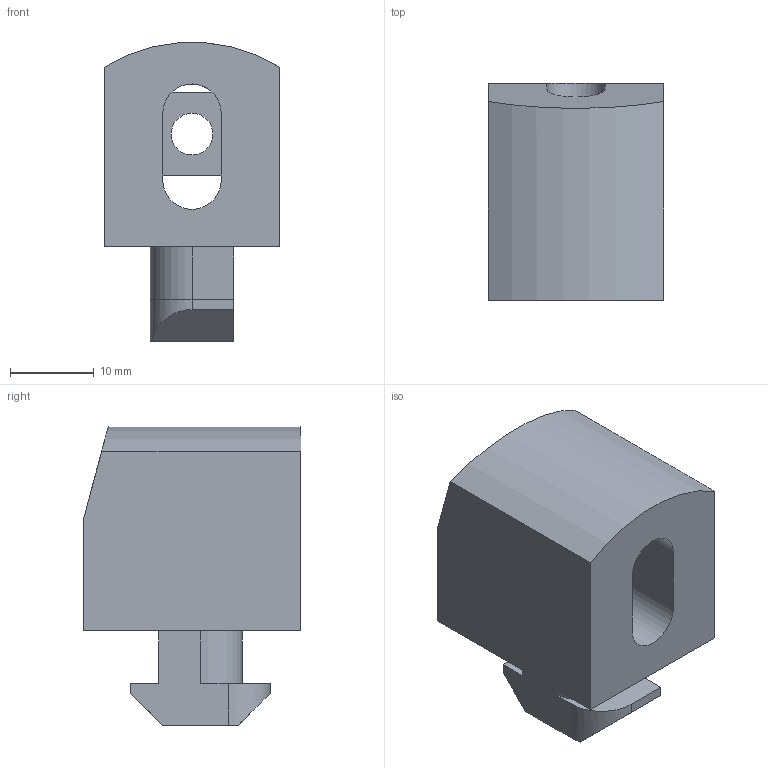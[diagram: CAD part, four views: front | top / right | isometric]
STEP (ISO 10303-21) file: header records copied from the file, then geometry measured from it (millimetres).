
FILE_DESCRIPTION(('STEP AP203'),'1');
FILE_NAME('SAFE10B1315.stp','2023-10-20T08:32:22',(' '),(' '),'Spatial InterOp 3D',' ',' ');
FILE_SCHEMA(('CONFIG_CONTROL_DESIGN'));
Length unit declared in the file: millimetre
Products named in the file (3): Panoblock 10 PA; Ecrou Panoblock
Assembly tree (2 placements, depth 2):
  Panoblock 10 PA
    Ecrou Panoblock
    Panoblock 10 PA
Bounding box: 21 x 26 x 35.74 mm (x, y, z)
Volume: 12079.7 mm3; surface area: 5147.7 mm2
Topology: 2 solids, 2 shells, 33 faces, 87 edges, 58 vertices
Faces by surface type: plane 25, cylinder 8
Full cylindrical faces by diameter (mm): 5 x1
Entity records: 1412 total; most frequent: CARTESIAN_POINT 180, DIRECTION 176, ORIENTED_EDGE 172, EDGE_CURVE 86, LINE 68, VECTOR 68, VERTEX_POINT 58, AXIS2_PLACEMENT_3D 54
